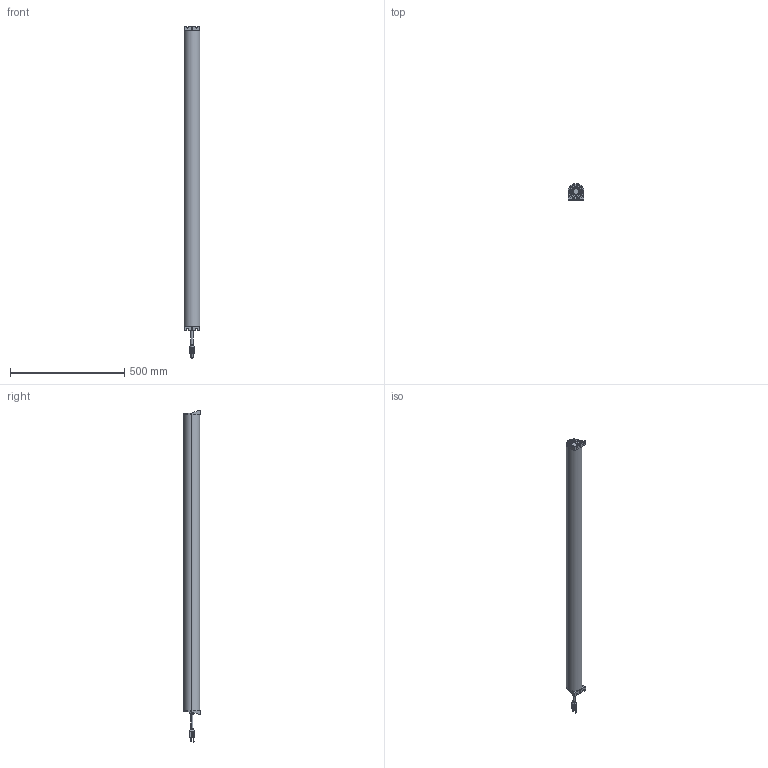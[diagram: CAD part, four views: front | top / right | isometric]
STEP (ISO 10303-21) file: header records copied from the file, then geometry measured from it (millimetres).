
FILE_DESCRIPTION((''),'2;1');
FILE_NAME('194192_ASM','2016-03-29T',('PDMAdmin'),(''),'PRO/ENGINEER BY PARAMETRIC TECHNOLOGY CORPORATION, 2013230','PRO/ENGINEER BY PARAMETRIC TECHNOLOGY CORPORATION, 2013230','');
FILE_SCHEMA(('CONFIG_CONTROL_DESIGN'));
Products named in the file (15): 71296_END____; 71296_ENDCAP____; 71296_RUBBER_RING____; 71296_END_____ASM; 71296_TUBE____; 71296_LIGHT____; 71296_END_WIRE____; 71296_ENDCAP_WIRE____; 71296_END_WIRE_____ASM; 71296_STRAIN_RELIEF_1____; 71296_STRAIN_RELIEF_2____; 71296_ASM; HFF-CABLE; 3PR_PLUG_AC; 194192_ASM
Assembly tree (15 placements, depth 4):
  194192_ASM
    71296_ASM
      71296_END_____ASM
        71296_END____
        71296_ENDCAP____
        71296_RUBBER_RING____
      71296_TUBE____
      71296_LIGHT____
      71296_END_WIRE_____ASM
        71296_END_WIRE____
        71296_ENDCAP_WIRE____
        71296_RUBBER_RING____
      71296_STRAIN_RELIEF_1____
      71296_STRAIN_RELIEF_2____
    HFF-CABLE
    3PR_PLUG_AC
Bounding box: 70 x 72.25 x 1455 mm (x, y, z)
Volume: 1610206.8 mm3; surface area: 954570.9 mm2
Topology: 12 solids, 12 shells, 2317 faces, 7054 edges, 4666 vertices
Faces by surface type: plane 1686, cylinder 522, bspline 76, torus 29, cone 4
Entity records: 84799 total; most frequent: CARTESIAN_POINT 18565, ORIENTED_EDGE 14092, DIRECTION 13616, EDGE_CURVE 7046, VECTOR 4722, LINE 4722, VERTEX_POINT 4662, AXIS2_PLACEMENT_3D 4447
